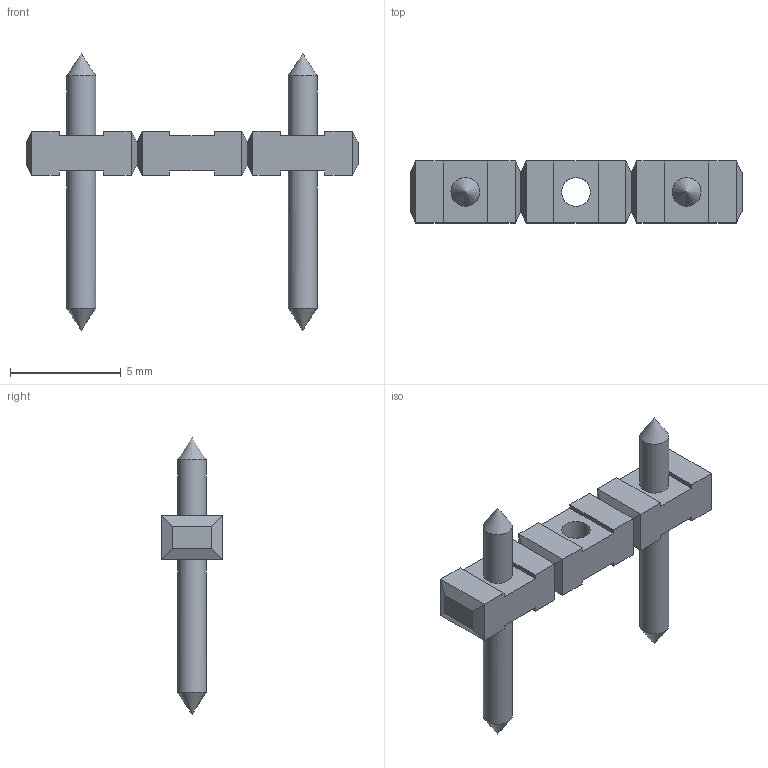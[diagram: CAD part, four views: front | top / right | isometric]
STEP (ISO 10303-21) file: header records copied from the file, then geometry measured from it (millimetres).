
FILE_DESCRIPTION(('STEP AP214'),'1');
FILE_NAME('PVS02-10.stp','2018-11-21T09:39:15',(' '),(' '),'Spatial InterOp 3D',' ',' ');
FILE_SCHEMA(('AUTOMOTIVE_DESIGN { 1 0 10303 214 1 1 1 1 }'));
Length unit declared in the file: metre
Products named in the file (1): 1
Bounding box: 15 x 2.8 x 12.5 mm (x, y, z)
Volume: 97.5 mm3; surface area: 241.6 mm2
Topology: 1 solids, 1 shells, 71 faces, 178 edges, 109 vertices
Faces by surface type: plane 62, cylinder 5, cone 4
Full cylindrical faces by diameter (mm): 1.3 x5
Entity records: 2511 total; most frequent: CARTESIAN_POINT 332, ORIENTED_EDGE 316, DIRECTION 312, EDGE_CURVE 158, LINE 148, VECTOR 148, VERTEX_POINT 102, AXIS2_PLACEMENT_3D 82
